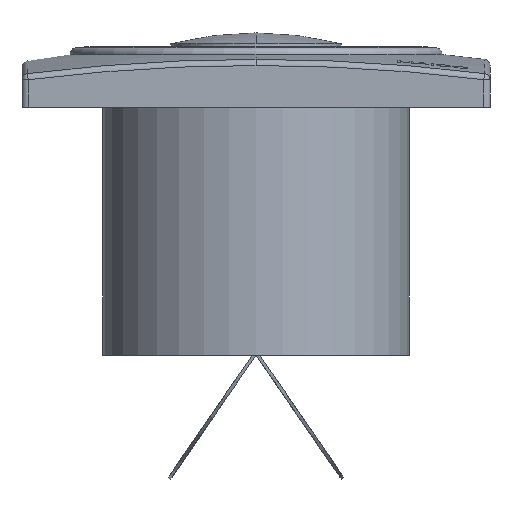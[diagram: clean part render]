
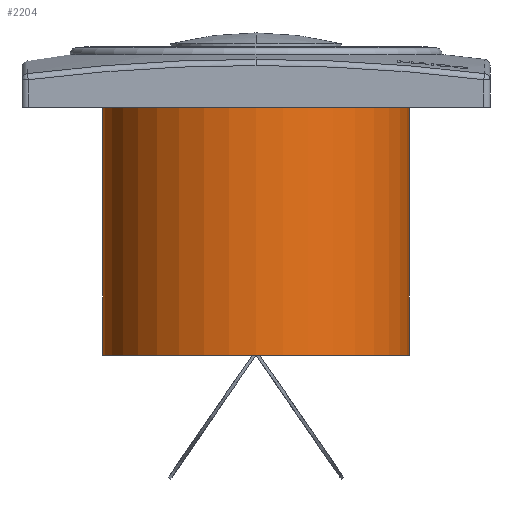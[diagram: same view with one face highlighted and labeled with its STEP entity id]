
A CAD part, front view. The second image highlights one B-rep face of the part: STEP entity #2204.
In plain terms, the highlighted cylindrical face has radius 49.5 mm (diameter 99 mm), a partial arc.
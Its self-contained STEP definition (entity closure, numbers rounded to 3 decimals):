
#210 = DIRECTION ( 'NONE',  ( 0., 0., 1. ) ) ;
#211 = DIRECTION ( 'NONE',  ( 1., 0., 0. ) ) ;
#214 = CARTESIAN_POINT ( 'NONE',  ( 0., 0., 0. ) ) ;
#705 = FACE_OUTER_BOUND ( 'NONE', #8971, .T. ) ;
#708 = CYLINDRICAL_SURFACE ( 'NONE', #1714, 49.5 ) ;
#1016 = CIRCLE ( 'NONE', #1846, 49.5 ) ;
#1363 = CIRCLE ( 'NONE', #1941, 49.5 ) ;
#1365 = LINE ( 'NONE', #4744, #1366 ) ;
#1366 = VECTOR ( 'NONE', #4745, 1000. ) ;
#1375 = LINE ( 'NONE', #4817, #1379 ) ;
#1379 = VECTOR ( 'NONE', #4813, 1000. ) ;
#1714 = AXIS2_PLACEMENT_3D ( 'NONE', #214, #210, #211 ) ;
#1846 = AXIS2_PLACEMENT_3D ( 'NONE', #3629, #3630, #3631 ) ;
#1941 = AXIS2_PLACEMENT_3D ( 'NONE', #4723, #4724, #4725 ) ;
#2204 = ADVANCED_FACE ( 'NONE', ( #705 ), #708, .T. ) ;
#2986 = CARTESIAN_POINT ( 'NONE',  ( -49.5, 0., -80. ) ) ;
#3032 = CARTESIAN_POINT ( 'NONE',  ( 49.5, 0., -80. ) ) ;
#3042 = CARTESIAN_POINT ( 'NONE',  ( 49.5, 0., 0. ) ) ;
#3043 = CARTESIAN_POINT ( 'NONE',  ( -49.5, 0., 0. ) ) ;
#3629 = CARTESIAN_POINT ( 'NONE',  ( 0., 0., 0. ) ) ;
#3630 = DIRECTION ( 'NONE',  ( 0., 0., 1. ) ) ;
#3631 = DIRECTION ( 'NONE',  ( 1., 0., 0. ) ) ;
#4723 = CARTESIAN_POINT ( 'NONE',  ( 0., 0., -80. ) ) ;
#4724 = DIRECTION ( 'NONE',  ( 0., 0., 1. ) ) ;
#4725 = DIRECTION ( 'NONE',  ( 1., 0., 0. ) ) ;
#4744 = CARTESIAN_POINT ( 'NONE',  ( 49.5, 0., 0. ) ) ;
#4745 = DIRECTION ( 'NONE',  ( 0., 0., 1. ) ) ;
#4813 = DIRECTION ( 'NONE',  ( 0., 0., 1. ) ) ;
#4817 = CARTESIAN_POINT ( 'NONE',  ( -49.5, 0., 0. ) ) ;
#7275 = VERTEX_POINT ( 'NONE', #2986 ) ;
#7324 = VERTEX_POINT ( 'NONE', #3032 ) ;
#7334 = VERTEX_POINT ( 'NONE', #3042 ) ;
#7335 = VERTEX_POINT ( 'NONE', #3043 ) ;
#8223 = EDGE_CURVE ( 'NONE', #7335, #7334, #1016, .T. ) ;
#8485 = EDGE_CURVE ( 'NONE', #7275, #7324, #1363, .T. ) ;
#8487 = EDGE_CURVE ( 'NONE', #7324, #7334, #1365, .T. ) ;
#8502 = EDGE_CURVE ( 'NONE', #7275, #7335, #1375, .T. ) ;
#8971 = EDGE_LOOP ( 'NONE', ( #9953, #9954, #9955, #9956 ) ) ;
#9953 = ORIENTED_EDGE ( 'NONE', *, *, #8502, .F. ) ;
#9954 = ORIENTED_EDGE ( 'NONE', *, *, #8485, .T. ) ;
#9955 = ORIENTED_EDGE ( 'NONE', *, *, #8487, .T. ) ;
#9956 = ORIENTED_EDGE ( 'NONE', *, *, #8223, .F. ) ;
